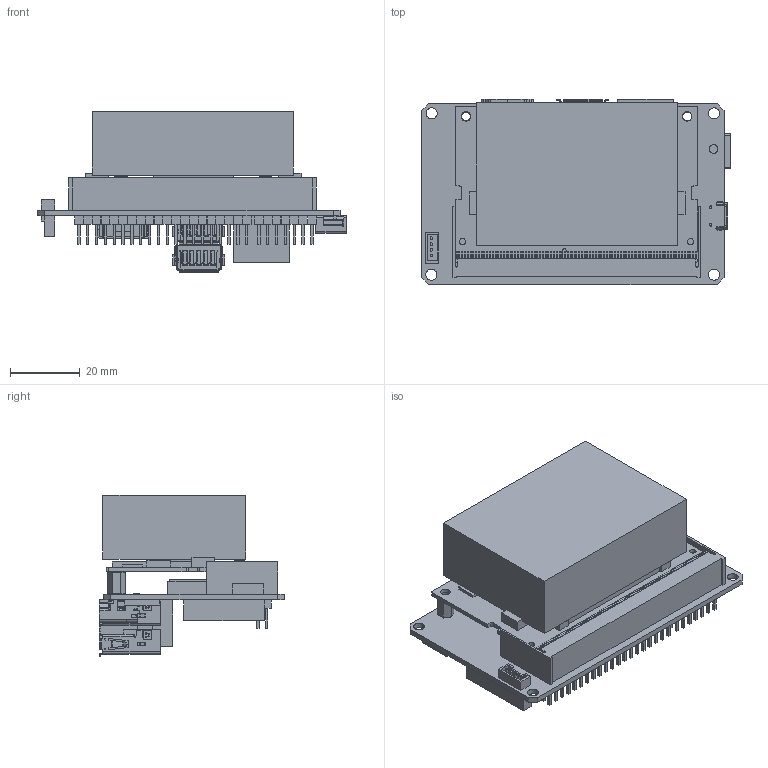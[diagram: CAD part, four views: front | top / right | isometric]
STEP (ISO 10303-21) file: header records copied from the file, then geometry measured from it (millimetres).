
FILE_DESCRIPTION((''),'2;1');
FILE_NAME('603_PCBA_ASM','2025-06-04T',('Administrator'),(''),'PRO/ENGINEER BY PARAMETRIC TECHNOLOGY CORPORATION, 2015240','PRO/ENGINEER BY PARAMETRIC TECHNOLOGY CORPORATION, 2015240','');
FILE_SCHEMA(('CONFIG_CONTROL_DESIGN'));
Products named in the file (18): WAIK_1_3_7_1_2_1_1_1_1_1_1_1_1; ADMI2E549752QKYR_5_19_2_1_2_1_1; HHF-14A000-2SA-N_2_19_3_1_1_1_1; M-UB04-H-A0_1_19_2_1_2_1_1_1_1_; DIANYUAN_1_2_1_1_3_1_1_1_1_1_1_; HXB_1_3_1_1_1_1_1_1_1_1_1_1_2; M3X6_5MM_2_1_1_1_1_1_1_1_1_1_1_; DY_1_2_1_1_1_1_1_1_1_1; MANIFOLD_SOLID_BREP_207417_1_1_; 20PIN_ZZ_ASM_1_ASM_1_ASM_1_ASM__ASM; FIT_1_1_1_1; LED1_1_1_1_1; LED2_1_1_1_1; DZ; PCB_203_ASM_12_ASM_87_ASM_1_ASM_ASM; P3636-ENVELOPE_2_3_1_1_1_1_1_1_; ORIN_NX_605__1; 603_PCBA_ASM
Assembly tree (45 placements, depth 4):
  603_PCBA_ASM
    PCB_203_ASM_12_ASM_87_ASM_1_ASM_ASM
      WAIK_1_3_7_1_2_1_1_1_1_1_1_1_1
      ADMI2E549752QKYR_5_19_2_1_2_1_1
      HHF-14A000-2SA-N_2_19_3_1_1_1_1
      M-UB04-H-A0_1_19_2_1_2_1_1_1_1_  x2
      DIANYUAN_1_2_1_1_3_1_1_1_1_1_1_
      HXB_1_3_1_1_1_1_1_1_1_1_1_1_2
      M3X6_5MM_2_1_1_1_1_1_1_1_1_1_1_  x2
      DY_1_2_1_1_1_1_1_1_1_1
      20PIN_ZZ_ASM_1_ASM_1_ASM_1_ASM__ASM
        MANIFOLD_SOLID_BREP_207417_1_1_  x27
      FIT_1_1_1_1
      LED1_1_1_1_1
      LED2_1_1_1_1
      DZ
    P3636-ENVELOPE_2_3_1_1_1_1_1_1_
    ORIN_NX_605__1
Bounding box: 88.8 x 53.21 x 46.51 mm (x, y, z)
Volume: 69084.4 mm3; surface area: 46857.2 mm2
Topology: 43 solids, 56 shells, 5969 faces, 16772 edges, 10965 vertices
Faces by surface type: plane 4744, cylinder 1124, bspline 88, cone 12, sphere 1
Entity records: 140685 total; most frequent: CARTESIAN_POINT 27710, ORIENTED_EDGE 24344, DIRECTION 22016, EDGE_CURVE 12181, VECTOR 10330, LINE 10330, VERTEX_POINT 8013, AXIS2_PLACEMENT_3D 5843
